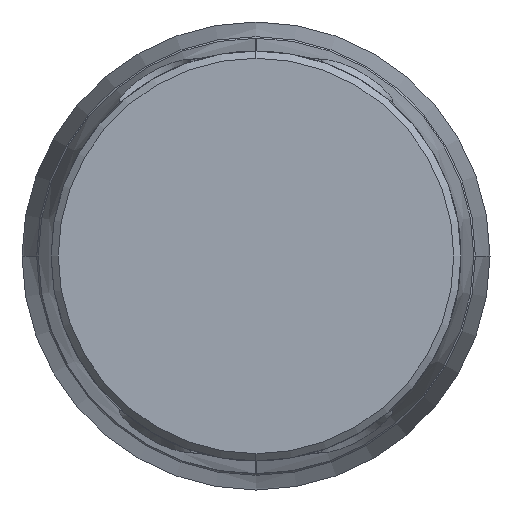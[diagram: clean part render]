
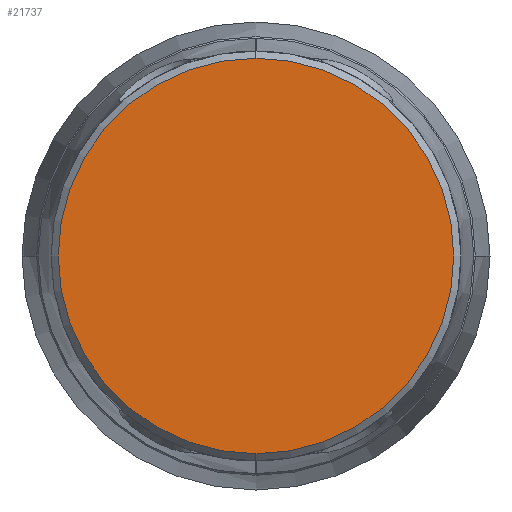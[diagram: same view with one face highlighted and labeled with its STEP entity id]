
A CAD part, left-side view. The second image highlights one B-rep face of the part: STEP entity #21737.
In plain terms, the highlighted planar face has unit normal (-1, 0, 0).
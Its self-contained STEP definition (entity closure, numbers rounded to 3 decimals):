
#21653=CARTESIAN_POINT('',(-53.472,0.,0.));
#21654=DIRECTION('',(-1.,0.,0.));
#21655=DIRECTION('',(0.,0.,-1.));
#21656=AXIS2_PLACEMENT_3D('',#21653,#21654,#21655);
#21705=CARTESIAN_POINT('',(-53.472,0.,0.));
#21706=DIRECTION('',(1.,0.,0.));
#21707=DIRECTION('',(0.,0.,-1.));
#21708=AXIS2_PLACEMENT_3D('',#21705,#21706,#21707);
#21714=CARTESIAN_POINT('',(-53.472,0.,-21.975));
#21715=CARTESIAN_POINT('',(-53.472,0.,21.975));
#21716=VERTEX_POINT('',#21714);
#21717=VERTEX_POINT('',#21715);
#21726=CARTESIAN_POINT('',(-53.472,0.,0.));
#21727=DIRECTION('',(-1.,0.,0.));
#21728=DIRECTION('',(0.,0.,1.));
#21729=AXIS2_PLACEMENT_3D('',#21726,#21727,#21728);
#21730=PLANE('',#21729);
#21732=ORIENTED_EDGE('',*,*,#21731,.F.);
#21734=ORIENTED_EDGE('',*,*,#21733,.T.);
#21735=EDGE_LOOP('',(#21732,#21734));
#21736=FACE_OUTER_BOUND('',#21735,.F.);
#21737=ADVANCED_FACE('',(#21736),#21730,.T.);
#21657=CIRCLE('',#21656,21.975);
#21709=CIRCLE('',#21708,21.975);
#21731=EDGE_CURVE('',#21716,#21717,#21657,.T.);
#21733=EDGE_CURVE('',#21716,#21717,#21709,.T.);
